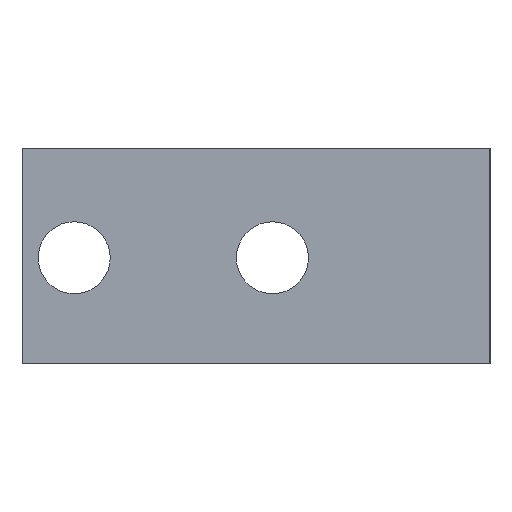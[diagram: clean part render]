
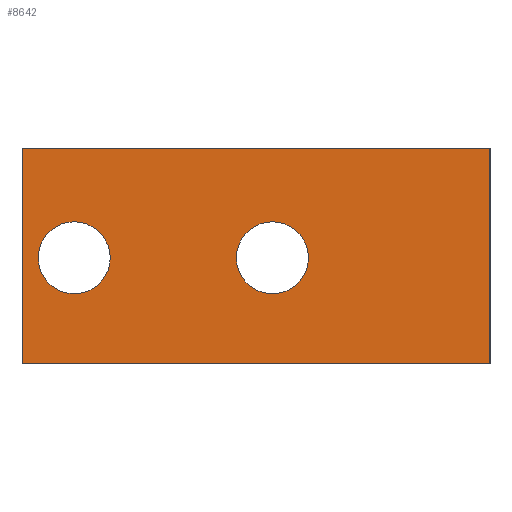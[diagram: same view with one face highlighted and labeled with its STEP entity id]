
A CAD part, left-side view. The second image highlights one B-rep face of the part: STEP entity #8642.
In plain terms, the highlighted planar face has unit normal (-1, 0, 0).
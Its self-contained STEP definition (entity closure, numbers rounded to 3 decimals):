
#156 = CARTESIAN_POINT ( 'NONE',  ( 0., 0., -12. ) ) ;
#216 = CIRCLE ( 'NONE', #5472, 2. ) ;
#300 = CARTESIAN_POINT ( 'NONE',  ( 0., 0., -12. ) ) ;
#423 = EDGE_CURVE ( 'NONE', #9119, #5912, #3643, .T. ) ;
#690 = DIRECTION ( 'NONE',  ( -1., 0., 0. ) ) ;
#734 = DIRECTION ( 'NONE',  ( 0., -1., 0. ) ) ;
#886 = PLANE ( 'NONE',  #7072 ) ;
#1093 = EDGE_CURVE ( 'NONE', #5040, #2277, #5238, .T. ) ;
#1179 = EDGE_CURVE ( 'NONE', #3773, #7020, #216, .T. ) ;
#1230 = EDGE_CURVE ( 'NONE', #2277, #5912, #7024, .T. ) ;
#1333 = DIRECTION ( 'NONE',  ( 0., 0., 1. ) ) ;
#1608 = EDGE_LOOP ( 'NONE', ( #8449, #7728 ) ) ;
#1712 = FACE_BOUND ( 'NONE', #1608, .T. ) ;
#1840 = CARTESIAN_POINT ( 'NONE',  ( 0., 26., 0. ) ) ;
#1956 = CARTESIAN_POINT ( 'NONE',  ( 0., 12.088, -6.1 ) ) ;
#2098 = DIRECTION ( 'NONE',  ( -1., 0., 0. ) ) ;
#2277 = VERTEX_POINT ( 'NONE', #4903 ) ;
#2338 = CIRCLE ( 'NONE', #4026, 2. ) ;
#2375 = CIRCLE ( 'NONE', #3457, 2. ) ;
#2539 = FACE_BOUND ( 'NONE', #9505, .T. ) ;
#2988 = VECTOR ( 'NONE', #7944, 1000. ) ;
#3105 = EDGE_LOOP ( 'NONE', ( #6823, #9402, #8069, #6113 ) ) ;
#3166 = DIRECTION ( 'NONE',  ( 0., 0., 1. ) ) ;
#3266 = CARTESIAN_POINT ( 'NONE',  ( 0., 26., -12. ) ) ;
#3457 = AXIS2_PLACEMENT_3D ( 'NONE', #1956, #2098, #9388 ) ;
#3643 = LINE ( 'NONE', #6585, #2988 ) ;
#3773 = VERTEX_POINT ( 'NONE', #4786 ) ;
#3975 = DIRECTION ( 'NONE',  ( 0., 0., 1. ) ) ;
#4026 = AXIS2_PLACEMENT_3D ( 'NONE', #7135, #7861, #1333 ) ;
#4068 = ORIENTED_EDGE ( 'NONE', *, *, #7502, .F. ) ;
#4154 = CARTESIAN_POINT ( 'NONE',  ( 0., 26., 0. ) ) ;
#4262 = CARTESIAN_POINT ( 'NONE',  ( 0., 23.1, -6.1 ) ) ;
#4288 = ORIENTED_EDGE ( 'NONE', *, *, #1179, .F. ) ;
#4441 = EDGE_CURVE ( 'NONE', #9119, #5040, #7057, .T. ) ;
#4537 = VECTOR ( 'NONE', #3166, 1000. ) ;
#4630 = VERTEX_POINT ( 'NONE', #6566 ) ;
#4722 = EDGE_CURVE ( 'NONE', #4630, #8639, #2338, .T. ) ;
#4752 = FACE_OUTER_BOUND ( 'NONE', #3105, .T. ) ;
#4786 = CARTESIAN_POINT ( 'NONE',  ( 0., 12.088, -8.1 ) ) ;
#4878 = CARTESIAN_POINT ( 'NONE',  ( 0., 0., 0. ) ) ;
#4903 = CARTESIAN_POINT ( 'NONE',  ( 0., 0., -12. ) ) ;
#5040 = VERTEX_POINT ( 'NONE', #3266 ) ;
#5238 = LINE ( 'NONE', #156, #8702 ) ;
#5472 = AXIS2_PLACEMENT_3D ( 'NONE', #6734, #690, #6779 ) ;
#5562 = DIRECTION ( 'NONE',  ( 0., 0., -1. ) ) ;
#5912 = VERTEX_POINT ( 'NONE', #4878 ) ;
#6113 = ORIENTED_EDGE ( 'NONE', *, *, #1230, .T. ) ;
#6566 = CARTESIAN_POINT ( 'NONE',  ( 0., 23.1, -8.1 ) ) ;
#6585 = CARTESIAN_POINT ( 'NONE',  ( 0., 0., 0. ) ) ;
#6734 = CARTESIAN_POINT ( 'NONE',  ( 0., 12.088, -6.1 ) ) ;
#6779 = DIRECTION ( 'NONE',  ( 0., 0., 1. ) ) ;
#6823 = ORIENTED_EDGE ( 'NONE', *, *, #423, .F. ) ;
#7020 = VERTEX_POINT ( 'NONE', #8344 ) ;
#7024 = LINE ( 'NONE', #7648, #4537 ) ;
#7057 = LINE ( 'NONE', #1840, #9573 ) ;
#7072 = AXIS2_PLACEMENT_3D ( 'NONE', #300, #7513, #3975 ) ;
#7135 = CARTESIAN_POINT ( 'NONE',  ( 0., 23.1, -6.1 ) ) ;
#7378 = AXIS2_PLACEMENT_3D ( 'NONE', #4262, #7401, #8755 ) ;
#7401 = DIRECTION ( 'NONE',  ( -1., 0., 0. ) ) ;
#7502 = EDGE_CURVE ( 'NONE', #7020, #3773, #2375, .T. ) ;
#7513 = DIRECTION ( 'NONE',  ( -1., 0., 0. ) ) ;
#7648 = CARTESIAN_POINT ( 'NONE',  ( 0., 0., -12. ) ) ;
#7728 = ORIENTED_EDGE ( 'NONE', *, *, #8858, .F. ) ;
#7861 = DIRECTION ( 'NONE',  ( -1., 0., 0. ) ) ;
#7944 = DIRECTION ( 'NONE',  ( 0., -1., 0. ) ) ;
#8069 = ORIENTED_EDGE ( 'NONE', *, *, #1093, .T. ) ;
#8329 = CARTESIAN_POINT ( 'NONE',  ( 0., 23.1, -4.1 ) ) ;
#8344 = CARTESIAN_POINT ( 'NONE',  ( 0., 12.088, -4.1 ) ) ;
#8449 = ORIENTED_EDGE ( 'NONE', *, *, #4722, .F. ) ;
#8639 = VERTEX_POINT ( 'NONE', #8329 ) ;
#8642 = ADVANCED_FACE ( 'NONE', ( #1712, #2539, #4752 ), #886, .T. ) ;
#8702 = VECTOR ( 'NONE', #734, 1000. ) ;
#8755 = DIRECTION ( 'NONE',  ( 0., 0., 1. ) ) ;
#8858 = EDGE_CURVE ( 'NONE', #8639, #4630, #8928, .T. ) ;
#8928 = CIRCLE ( 'NONE', #7378, 2. ) ;
#9119 = VERTEX_POINT ( 'NONE', #4154 ) ;
#9388 = DIRECTION ( 'NONE',  ( 0., 0., 1. ) ) ;
#9402 = ORIENTED_EDGE ( 'NONE', *, *, #4441, .T. ) ;
#9505 = EDGE_LOOP ( 'NONE', ( #4288, #4068 ) ) ;
#9573 = VECTOR ( 'NONE', #5562, 1000. ) ;
